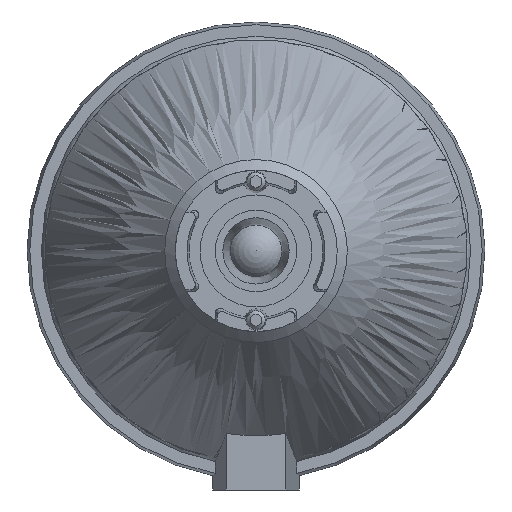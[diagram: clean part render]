
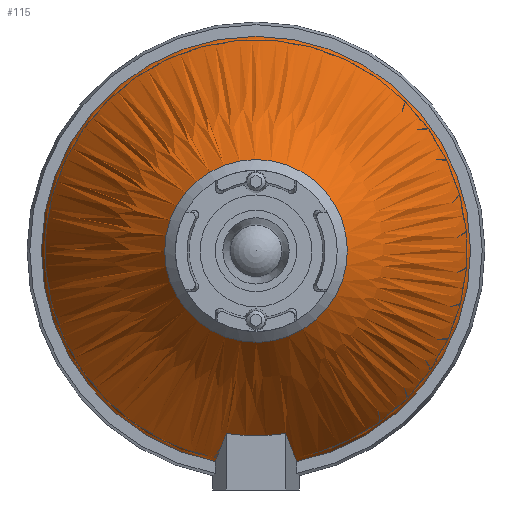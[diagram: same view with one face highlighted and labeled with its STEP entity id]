
A CAD part, front view. The second image highlights one B-rep face of the part: STEP entity #115.
In plain terms, the highlighted face is a revolution surface.
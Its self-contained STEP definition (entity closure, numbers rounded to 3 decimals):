
#115=ADVANCED_FACE('',(#206,#207),#208,.T.);
#206=FACE_OUTER_BOUND('',#394,.T.);
#207=FACE_OUTER_BOUND('',#395,.T.);
#208=SURFACE_OF_REVOLUTION('',#396,#397);
#394=EDGE_LOOP('',(#813));
#395=EDGE_LOOP('',(#814,#815,#816,#817));
#396=B_SPLINE_CURVE_WITH_KNOTS('',3,(#818,#819,#820,#821,#822,#823,#824,#825,#826,#827,#828,#829,#830,#831,#832,#833,#834,#835,#836,#837,#838,#839,#840,#841,#842,#843,#844,#845,#846,#847,#848,#849,#850,#851,#852,#853,#854,#855,#856,#857,#858,#859,#860,#861,#862,#863,#864,#865,#866,#867,#868,#869,#870,#871,#872),.UNSPECIFIED.,.F.,.F.,(4,1,1,1,1,1,1,1,1,1,1,1,1,1,1,1,1,1,1,1,1,1,1,1,1,1,1,1,1,1,1,1,1,1,1,1,1,1,1,1,1,1,1,1,1,1,1,1,1,3,4),(0.001,0.001,0.001,0.002,0.003,0.003,0.004,0.004,0.005,0.006,0.007,0.007,0.008,0.009,0.01,0.011,0.012,0.012,0.013,0.014,0.015,0.015,0.016,0.017,0.017,0.018,0.019,0.019,0.019,0.02,0.02,0.021,0.021,0.021,0.021,0.022,0.022,0.022,0.022,0.023,0.023,0.023,0.024,0.024,0.024,0.024,0.025,0.025,0.026,0.026,0.525),.UNSPECIFIED.);
#397=AXIS1_PLACEMENT('',#873,#874);
#813=ORIENTED_EDGE('',*,*,#1176,.F.);
#814=ORIENTED_EDGE('',*,*,#1177,.F.);
#815=ORIENTED_EDGE('',*,*,#1137,.F.);
#816=ORIENTED_EDGE('',*,*,#1178,.T.);
#817=ORIENTED_EDGE('',*,*,#1179,.F.);
#818=CARTESIAN_POINT('',(8.036,-0.05,0.0));
#819=CARTESIAN_POINT('',(8.093,0.011,0.0));
#820=CARTESIAN_POINT('',(8.267,0.197,0.0));
#821=CARTESIAN_POINT('',(8.561,0.519,0.0));
#822=CARTESIAN_POINT('',(8.919,0.929,0.0));
#823=CARTESIAN_POINT('',(9.289,1.367,0.0));
#824=CARTESIAN_POINT('',(9.67,1.836,0.0));
#825=CARTESIAN_POINT('',(10.062,2.335,0.0));
#826=CARTESIAN_POINT('',(10.463,2.865,0.0));
#827=CARTESIAN_POINT('',(10.873,3.426,0.0));
#828=CARTESIAN_POINT('',(11.289,4.016,0.0));
#829=CARTESIAN_POINT('',(11.712,4.634,0.0));
#830=CARTESIAN_POINT('',(12.138,5.279,0.0));
#831=CARTESIAN_POINT('',(12.567,5.947,0.0));
#832=CARTESIAN_POINT('',(12.995,6.634,0.0));
#833=CARTESIAN_POINT('',(13.42,7.337,0.0));
#834=CARTESIAN_POINT('',(13.84,8.05,0.0));
#835=CARTESIAN_POINT('',(14.253,8.768,0.0));
#836=CARTESIAN_POINT('',(14.655,9.485,0.0));
#837=CARTESIAN_POINT('',(15.044,10.194,0.0));
#838=CARTESIAN_POINT('',(15.418,10.89,0.0));
#839=CARTESIAN_POINT('',(15.775,11.566,0.0));
#840=CARTESIAN_POINT('',(16.113,12.218,0.0));
#841=CARTESIAN_POINT('',(16.431,12.839,0.0));
#842=CARTESIAN_POINT('',(16.727,13.426,0.0));
#843=CARTESIAN_POINT('',(17.002,13.977,0.0));
#844=CARTESIAN_POINT('',(17.255,14.488,0.0));
#845=CARTESIAN_POINT('',(17.486,14.96,0.0));
#846=CARTESIAN_POINT('',(17.698,15.394,0.0));
#847=CARTESIAN_POINT('',(17.889,15.79,0.0));
#848=CARTESIAN_POINT('',(18.064,16.151,0.0));
#849=CARTESIAN_POINT('',(18.222,16.481,0.0));
#850=CARTESIAN_POINT('',(18.368,16.783,0.0));
#851=CARTESIAN_POINT('',(18.502,17.063,0.0));
#852=CARTESIAN_POINT('',(18.627,17.324,0.0));
#853=CARTESIAN_POINT('',(18.745,17.571,0.0));
#854=CARTESIAN_POINT('',(18.859,17.81,0.0));
#855=CARTESIAN_POINT('',(18.971,18.043,0.0));
#856=CARTESIAN_POINT('',(19.082,18.275,0.0));
#857=CARTESIAN_POINT('',(19.194,18.509,0.0));
#858=CARTESIAN_POINT('',(19.309,18.749,0.0));
#859=CARTESIAN_POINT('',(19.427,18.995,0.0));
#860=CARTESIAN_POINT('',(19.549,19.25,0.0));
#861=CARTESIAN_POINT('',(19.675,19.516,0.0));
#862=CARTESIAN_POINT('',(19.807,19.791,0.0));
#863=CARTESIAN_POINT('',(19.942,20.076,0.0));
#864=CARTESIAN_POINT('',(20.082,20.369,0.0));
#865=CARTESIAN_POINT('',(20.225,20.671,0.0));
#866=CARTESIAN_POINT('',(20.371,20.977,0.0));
#867=CARTESIAN_POINT('',(20.517,21.287,0.0));
#868=CARTESIAN_POINT('',(20.615,21.494,0.0));
#869=CARTESIAN_POINT('',(20.664,21.598,0.0));
#870=CARTESIAN_POINT('',(20.806,21.898,0.0));
#871=CARTESIAN_POINT('',(20.947,22.199,0.0));
#872=CARTESIAN_POINT('',(21.089,22.5,0.0));
#873=CARTESIAN_POINT('',(0.0,0.0,0.0));
#874=DIRECTION('',(-0.0,1.0,-0.0));
#1137=EDGE_CURVE('',#1294,#1286,#1296,.F.);
#1176=EDGE_CURVE('',#1363,#1363,#1364,.T.);
#1177=EDGE_CURVE('',#1286,#1365,#1366,.F.);
#1178=EDGE_CURVE('',#1294,#1367,#1368,.T.);
#1179=EDGE_CURVE('',#1365,#1367,#1369,.T.);
#1286=VERTEX_POINT('',#1576);
#1294=VERTEX_POINT('',#1590);
#1296=B_SPLINE_CURVE_WITH_KNOTS('',3,(#1593,#1594,#1595,#1596,#1597,#1598),.UNSPECIFIED.,.F.,.F.,(4,2,4),(0.022,0.026,0.029),.UNSPECIFIED.);
#1363=VERTEX_POINT('',#1767);
#1364=CIRCLE('',#1768,8.978);
#1365=VERTEX_POINT('',#1769);
#1366=CIRCLE('',#1770,18.183);
#1367=VERTEX_POINT('',#1771);
#1368=CIRCLE('',#1772,21.089);
#1369=B_SPLINE_CURVE_WITH_KNOTS('',3,(#1773,#1774,#1775,#1776,#1777,#1778),.UNSPECIFIED.,.F.,.F.,(4,2,4),(0.025,0.028,0.032),.UNSPECIFIED.);
#1576=CARTESIAN_POINT('',(2.91,16.4,-17.949));
#1590=CARTESIAN_POINT('',(3.986,22.5,-20.709));
#1593=CARTESIAN_POINT('',(2.91,16.4,-17.949));
#1594=CARTESIAN_POINT('',(3.089,17.414,-18.414));
#1595=CARTESIAN_POINT('',(3.268,18.43,-18.876));
#1596=CARTESIAN_POINT('',(3.626,20.463,-19.799));
#1597=CARTESIAN_POINT('',(3.806,21.481,-20.254));
#1598=CARTESIAN_POINT('',(3.986,22.5,-20.709));
#1767=CARTESIAN_POINT('',(0.0,1.0,-8.978));
#1768=AXIS2_PLACEMENT_3D('',#2017,#2018,#2019);
#1769=CARTESIAN_POINT('',(-2.91,16.4,-17.949));
#1770=AXIS2_PLACEMENT_3D('',#2020,#2021,#2022);
#1771=CARTESIAN_POINT('',(-3.986,22.5,-20.709));
#1772=AXIS2_PLACEMENT_3D('',#2023,#2024,#2025);
#1773=CARTESIAN_POINT('',(-2.91,16.4,-17.949));
#1774=CARTESIAN_POINT('',(-3.089,17.414,-18.414));
#1775=CARTESIAN_POINT('',(-3.268,18.43,-18.876));
#1776=CARTESIAN_POINT('',(-3.626,20.462,-19.798));
#1777=CARTESIAN_POINT('',(-3.806,21.481,-20.254));
#1778=CARTESIAN_POINT('',(-3.986,22.5,-20.709));
#2017=CARTESIAN_POINT('',(0.0,1.0,0.0));
#2018=DIRECTION('',(0.0,-1.0,0.0));
#2019=DIRECTION('',(0.0,0.0,-1.0));
#2020=CARTESIAN_POINT('',(0.0,16.4,0.0));
#2021=DIRECTION('',(0.0,-1.0,0.0));
#2022=DIRECTION('',(0.0,0.0,-1.0));
#2023=CARTESIAN_POINT('',(0.0,22.5,0.0));
#2024=DIRECTION('',(0.0,-1.0,0.0));
#2025=DIRECTION('',(0.0,0.0,-1.0));
